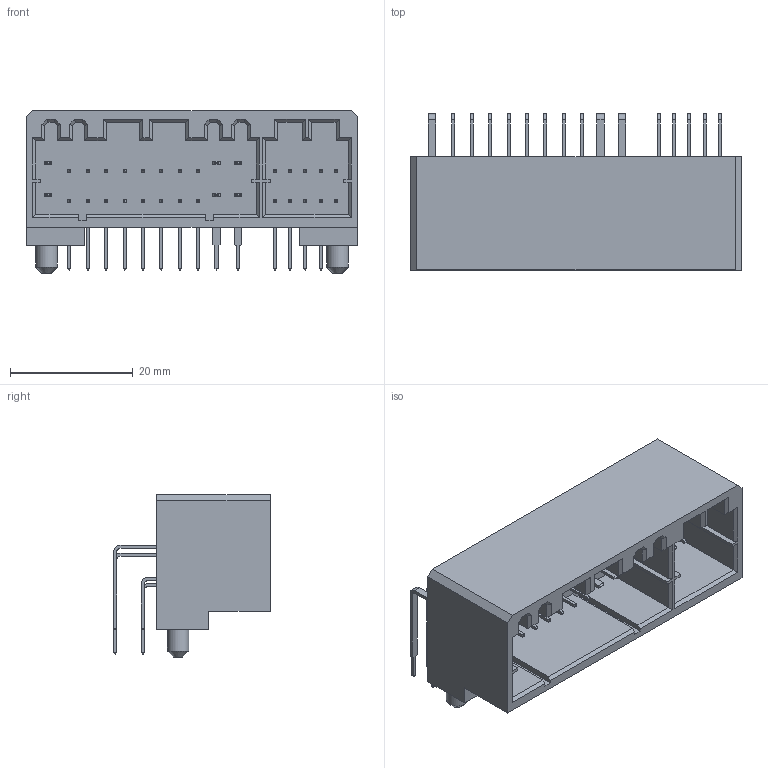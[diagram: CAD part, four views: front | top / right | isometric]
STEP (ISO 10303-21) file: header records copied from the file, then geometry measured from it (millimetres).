
FILE_DESCRIPTION(('FreeCAD Model'),'2;1');
FILE_NAME('TE_MULTI-LOCK_ProprietaryChryslerRadio_2x5_and_2x11_P2.5mm_and_P3mm_and_P3.5mm_Horizontal.step','2018-05-04T21:54:49',('kicad StepUp'),( 'ksu MCAD'),'Open CASCADE STEP processor 7.2','FreeCAD','Unknown');
FILE_SCHEMA(('AUTOMOTIVE_DESIGN { 1 0 10303 214 1 1 1 1 }'));
Length unit declared in the file: millimetre
Products named in the file (1): TE_MULTI-LOCK_ProprietaryChryslerRadio_2x5_and_2x11_P2.5mm_and_P3mm_
and_P3.5mm_Horizontal
Bounding box: 54 x 25.5 x 26.5 mm (x, y, z)
Volume: 10140.5 mm3; surface area: 9482.6 mm2
Topology: 1 solids, 1 shells, 888 faces, 2156 edges, 1338 vertices
Faces by surface type: plane 820, cylinder 66, cone 2
Full cylindrical faces by diameter (mm): 3.5 x2
Entity records: 31379 total; most frequent: CARTESIAN_POINT 4383, ORIENTED_EDGE 4312, DIRECTION 4068, EDGE_CURVE 2156, LINE 2022, VECTOR 2022, VERTEX_POINT 1338, AXIS2_PLACEMENT_3D 1023
